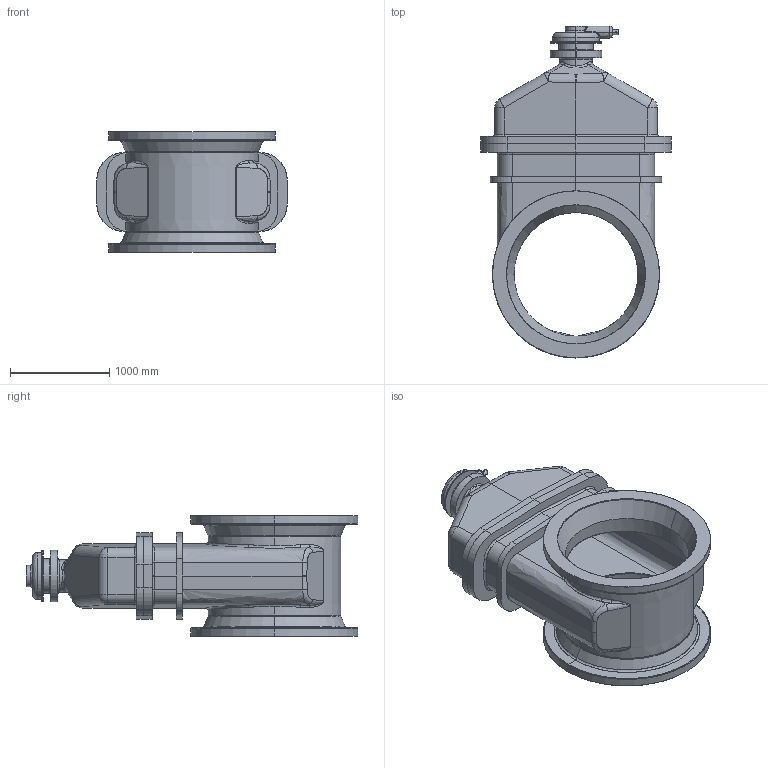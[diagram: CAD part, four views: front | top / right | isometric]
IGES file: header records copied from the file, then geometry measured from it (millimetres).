
Start section: SolidWorks IGES file using analytic representation for surfaces
Global section: file name: 54 FF Bevel.IGS; native system: SolidWorks 2018; preprocessor: SolidWorks 2018; author: shasan; date: 200826.113748; units: inch
Bounding box: 1917.7 x 3344.85 x 1219.2 mm (x, y, z)
Surface area: 30011354 mm2 (no closed solid volume)
Topology: 0 solids, 0 shells, 338 faces, 5717 edges, 5717 vertices
Faces by surface type: bspline 175, revolution 163
